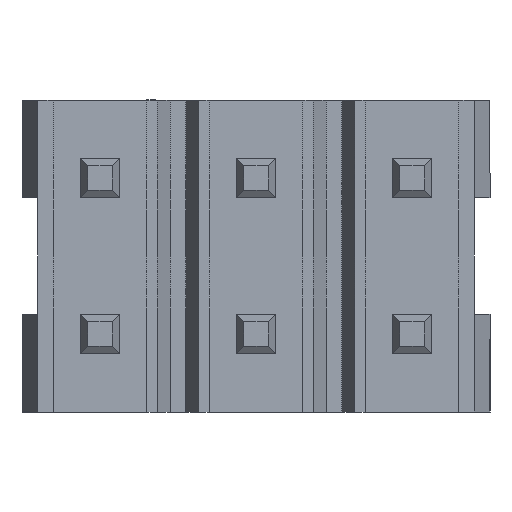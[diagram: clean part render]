
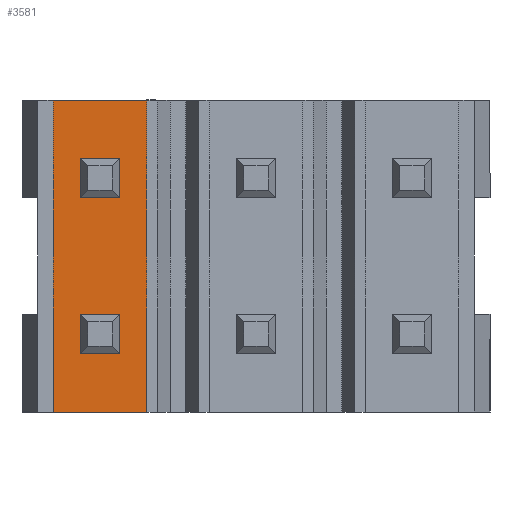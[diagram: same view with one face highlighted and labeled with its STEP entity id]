
A CAD part, front view. The second image highlights one B-rep face of the part: STEP entity #3581.
In plain terms, the highlighted planar face has unit normal (0, -1, 0).
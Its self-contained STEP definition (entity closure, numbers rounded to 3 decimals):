
#3 = DIRECTION ( 'NONE',  ( -1., 0., 0. ) ) ;
#215 = ORIENTED_EDGE ( 'NONE', *, *, #2450, .F. ) ;
#279 = VERTEX_POINT ( 'NONE', #1053 ) ;
#297 = VECTOR ( 'NONE', #3, 1000. ) ;
#358 = DIRECTION ( 'NONE',  ( -1., 0., 0. ) ) ;
#404 = DIRECTION ( 'NONE',  ( 0., 0., 1. ) ) ;
#416 = VERTEX_POINT ( 'NONE', #2594 ) ;
#543 = ORIENTED_EDGE ( 'NONE', *, *, #6355, .F. ) ;
#577 = VERTEX_POINT ( 'NONE', #4435 ) ;
#613 = VECTOR ( 'NONE', #1225, 1000. ) ;
#617 = VECTOR ( 'NONE', #5142, 1000. ) ;
#649 = VERTEX_POINT ( 'NONE', #4977 ) ;
#652 = ORIENTED_EDGE ( 'NONE', *, *, #4997, .F. ) ;
#742 = CARTESIAN_POINT ( 'NONE',  ( -1.745, 0.15, -0.745 ) ) ;
#772 = EDGE_CURVE ( 'NONE', #416, #279, #6133, .T. ) ;
#863 = FACE_BOUND ( 'NONE', #1644, .T. ) ;
#895 = DIRECTION ( 'NONE',  ( 0., 0., 1. ) ) ;
#925 = DIRECTION ( 'NONE',  ( -1., 0., 0. ) ) ;
#964 = DIRECTION ( 'NONE',  ( 0., 1., 0. ) ) ;
#996 = DIRECTION ( 'NONE',  ( 0., 0., -1. ) ) ;
#1020 = DIRECTION ( 'NONE',  ( 1., 0., 0. ) ) ;
#1053 = CARTESIAN_POINT ( 'NONE',  ( -2.6, 0.15, 2. ) ) ;
#1059 = ORIENTED_EDGE ( 'NONE', *, *, #5280, .T. ) ;
#1183 = ORIENTED_EDGE ( 'NONE', *, *, #3971, .F. ) ;
#1211 = CARTESIAN_POINT ( 'NONE',  ( -1.745, 0.15, 0.745 ) ) ;
#1225 = DIRECTION ( 'NONE',  ( 0., 0., -1. ) ) ;
#1424 = FACE_BOUND ( 'NONE', #6510, .T. ) ;
#1462 = FACE_OUTER_BOUND ( 'NONE', #4913, .T. ) ;
#1509 = CARTESIAN_POINT ( 'NONE',  ( -2.255, 0.15, -0.745 ) ) ;
#1543 = VERTEX_POINT ( 'NONE', #2783 ) ;
#1644 = EDGE_LOOP ( 'NONE', ( #1183, #543, #3501, #2793 ) ) ;
#1662 = EDGE_CURVE ( 'NONE', #649, #1943, #4005, .T. ) ;
#1686 = DIRECTION ( 'NONE',  ( 0., 0., 1. ) ) ;
#1708 = VERTEX_POINT ( 'NONE', #2951 ) ;
#1848 = LINE ( 'NONE', #2021, #4825 ) ;
#1875 = VERTEX_POINT ( 'NONE', #6298 ) ;
#1943 = VERTEX_POINT ( 'NONE', #1961 ) ;
#1961 = CARTESIAN_POINT ( 'NONE',  ( -1.4, 0.15, 2. ) ) ;
#1970 = ORIENTED_EDGE ( 'NONE', *, *, #772, .F. ) ;
#1997 = EDGE_CURVE ( 'NONE', #649, #416, #4519, .T. ) ;
#2021 = CARTESIAN_POINT ( 'NONE',  ( -1.745, 0.15, 1.255 ) ) ;
#2036 = LINE ( 'NONE', #1509, #2728 ) ;
#2163 = LINE ( 'NONE', #742, #617 ) ;
#2450 = EDGE_CURVE ( 'NONE', #4486, #5288, #5191, .T. ) ;
#2594 = CARTESIAN_POINT ( 'NONE',  ( -2.6, 0.15, -2. ) ) ;
#2728 = VECTOR ( 'NONE', #996, 1000. ) ;
#2770 = CARTESIAN_POINT ( 'NONE',  ( -2.255, 0.15, 1.255 ) ) ;
#2783 = CARTESIAN_POINT ( 'NONE',  ( -2.255, 0.15, -1.255 ) ) ;
#2793 = ORIENTED_EDGE ( 'NONE', *, *, #4183, .F. ) ;
#2951 = CARTESIAN_POINT ( 'NONE',  ( -1.745, 0.15, 0.745 ) ) ;
#3164 = VECTOR ( 'NONE', #3190, 1000. ) ;
#3190 = DIRECTION ( 'NONE',  ( 0., 0., 1. ) ) ;
#3343 = ORIENTED_EDGE ( 'NONE', *, *, #4215, .F. ) ;
#3393 = ORIENTED_EDGE ( 'NONE', *, *, #5236, .F. ) ;
#3400 = PLANE ( 'NONE',  #3665 ) ;
#3501 = ORIENTED_EDGE ( 'NONE', *, *, #3699, .F. ) ;
#3570 = LINE ( 'NONE', #5480, #6398 ) ;
#3581 = ADVANCED_FACE ( 'NONE', ( #1462, #863, #1424 ), #3400, .F. ) ;
#3665 = AXIS2_PLACEMENT_3D ( 'NONE', #5471, #964, #358 ) ;
#3699 = EDGE_CURVE ( 'NONE', #1543, #3866, #5532, .T. ) ;
#3813 = CARTESIAN_POINT ( 'NONE',  ( -2.6, 0.15, 2. ) ) ;
#3866 = VERTEX_POINT ( 'NONE', #5258 ) ;
#3971 = EDGE_CURVE ( 'NONE', #1875, #577, #2163, .T. ) ;
#4005 = LINE ( 'NONE', #5037, #6382 ) ;
#4183 = EDGE_CURVE ( 'NONE', #577, #1543, #2036, .T. ) ;
#4215 = EDGE_CURVE ( 'NONE', #5288, #1708, #3570, .T. ) ;
#4236 = CARTESIAN_POINT ( 'NONE',  ( -2.255, 0.15, 0.745 ) ) ;
#4238 = ORIENTED_EDGE ( 'NONE', *, *, #1662, .T. ) ;
#4435 = CARTESIAN_POINT ( 'NONE',  ( -2.255, 0.15, -0.745 ) ) ;
#4486 = VERTEX_POINT ( 'NONE', #2770 ) ;
#4519 = LINE ( 'NONE', #5402, #297 ) ;
#4551 = DIRECTION ( 'NONE',  ( 1., 0., 0. ) ) ;
#4722 = LINE ( 'NONE', #3813, #6411 ) ;
#4745 = VERTEX_POINT ( 'NONE', #5951 ) ;
#4825 = VECTOR ( 'NONE', #925, 1000. ) ;
#4913 = EDGE_LOOP ( 'NONE', ( #1059, #1970, #5564, #4238 ) ) ;
#4977 = CARTESIAN_POINT ( 'NONE',  ( -1.4, 0.15, -2. ) ) ;
#4997 = EDGE_CURVE ( 'NONE', #4745, #4486, #1848, .T. ) ;
#5037 = CARTESIAN_POINT ( 'NONE',  ( -1.4, 0.15, -2. ) ) ;
#5142 = DIRECTION ( 'NONE',  ( -1., 0., 0. ) ) ;
#5191 = LINE ( 'NONE', #6186, #613 ) ;
#5236 = EDGE_CURVE ( 'NONE', #1708, #4745, #6137, .T. ) ;
#5258 = CARTESIAN_POINT ( 'NONE',  ( -1.745, 0.15, -1.255 ) ) ;
#5280 = EDGE_CURVE ( 'NONE', #1943, #279, #4722, .T. ) ;
#5288 = VERTEX_POINT ( 'NONE', #4236 ) ;
#5402 = CARTESIAN_POINT ( 'NONE',  ( -2.6, 0.15, -2. ) ) ;
#5471 = CARTESIAN_POINT ( 'NONE',  ( -2.6, 0.15, -2. ) ) ;
#5480 = CARTESIAN_POINT ( 'NONE',  ( -1.745, 0.15, 0.745 ) ) ;
#5532 = LINE ( 'NONE', #6083, #5978 ) ;
#5564 = ORIENTED_EDGE ( 'NONE', *, *, #1997, .F. ) ;
#5594 = VECTOR ( 'NONE', #895, 1000. ) ;
#5682 = CARTESIAN_POINT ( 'NONE',  ( -2.6, 0.15, -2. ) ) ;
#5894 = CARTESIAN_POINT ( 'NONE',  ( -1.745, 0.15, -0.745 ) ) ;
#5941 = VECTOR ( 'NONE', #1686, 1000. ) ;
#5951 = CARTESIAN_POINT ( 'NONE',  ( -1.745, 0.15, 1.255 ) ) ;
#5978 = VECTOR ( 'NONE', #1020, 1000. ) ;
#6083 = CARTESIAN_POINT ( 'NONE',  ( -1.745, 0.15, -1.255 ) ) ;
#6133 = LINE ( 'NONE', #5682, #5941 ) ;
#6137 = LINE ( 'NONE', #1211, #3164 ) ;
#6186 = CARTESIAN_POINT ( 'NONE',  ( -2.255, 0.15, 0.745 ) ) ;
#6298 = CARTESIAN_POINT ( 'NONE',  ( -1.745, 0.15, -0.745 ) ) ;
#6338 = DIRECTION ( 'NONE',  ( -1., 0., 0. ) ) ;
#6355 = EDGE_CURVE ( 'NONE', #3866, #1875, #6416, .T. ) ;
#6382 = VECTOR ( 'NONE', #404, 1000. ) ;
#6398 = VECTOR ( 'NONE', #4551, 1000. ) ;
#6411 = VECTOR ( 'NONE', #6338, 1000. ) ;
#6416 = LINE ( 'NONE', #5894, #5594 ) ;
#6510 = EDGE_LOOP ( 'NONE', ( #3343, #215, #652, #3393 ) ) ;
